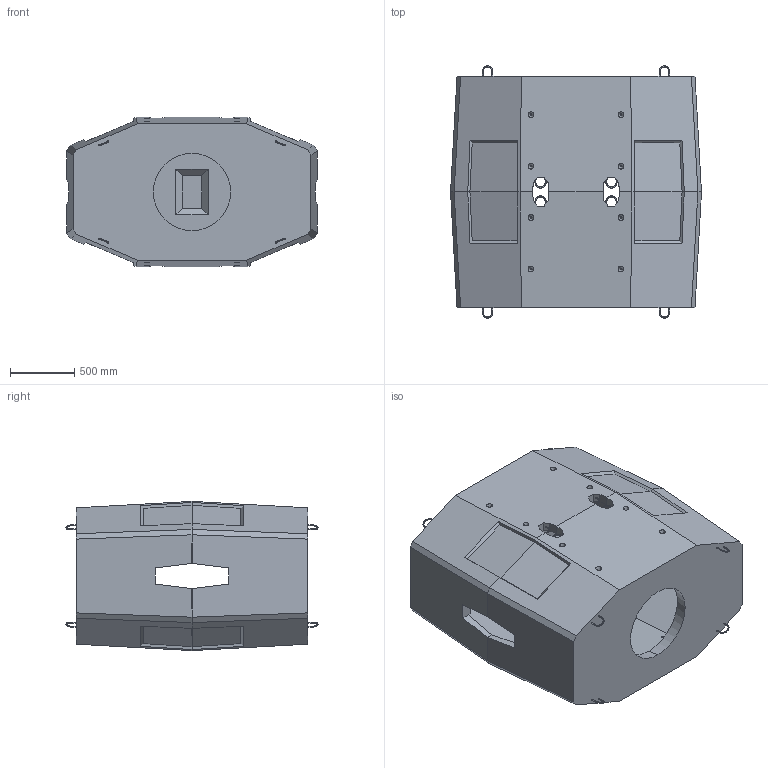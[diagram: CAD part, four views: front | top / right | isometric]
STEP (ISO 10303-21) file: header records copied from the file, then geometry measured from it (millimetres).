
FILE_DESCRIPTION (( 'STEP AP203' ), '1' );
FILE_NAME ('Êîëîäåö êàáåëüíûé ÊÊÑð-3-80 äëÿ Ðîñèíû.STEP', '2021-10-26T10:30:28', ( '' ), ( '' ), 'SwSTEP 2.0', 'SolidWorks 2018', '' );
FILE_SCHEMA (( 'CONFIG_CONTROL_DESIGN' ));
Length unit declared in the file: millimetre
Products named in the file (3): Êîëîäåö êàáåëüíûé ÊÊÑð-3-80 äëÿ Ðîñèíû; Êàáåëüíûé êîëîäåö ÊÊÑð-3-80 (íèæíèé ýëåìåíò)_áåòîí; Êàáåëüíûé êîëîäåö ÊÊÑð-3-80 (âåðõíèé ýëåìåíò)_áåòîí
Assembly tree (2 placements, depth 2):
  Êîëîäåö êàáåëüíûé ÊÊÑð-3-80 äëÿ Ðîñèíû
    Êàáåëüíûé êîëîäåö ÊÊÑð-3-80 (íèæíèé ýëåìåíò)_áåòîí
    Êàáåëüíûé êîëîäåö ÊÊÑð-3-80 (âåðõíèé ýëåìåíò)_áåòîí
Bounding box: 1950 x 1959.9 x 1160 mm (x, y, z)
Volume: 955935763.7 mm3; surface area: 23213875 mm2
Topology: 2 solids, 2 shells, 371 faces, 1018 edges, 652 vertices
Faces by surface type: plane 177, cone 66, cylinder 64, torus 48, bspline 16
Entity records: 12349 total; most frequent: CARTESIAN_POINT 2798, ORIENTED_EDGE 2036, DIRECTION 1806, EDGE_CURVE 1018, LINE 662, VECTOR 662, VERTEX_POINT 652, AXIS2_PLACEMENT_3D 572
